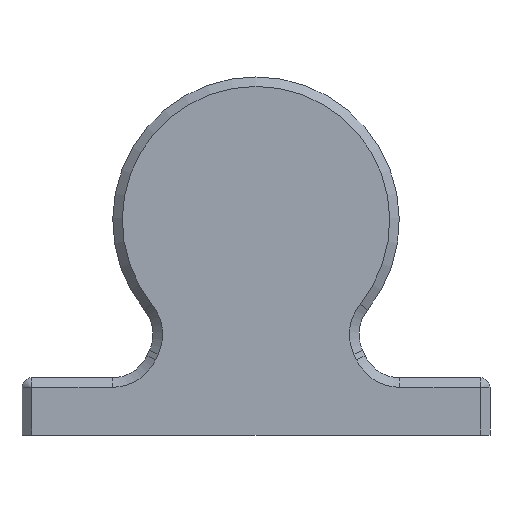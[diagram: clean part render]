
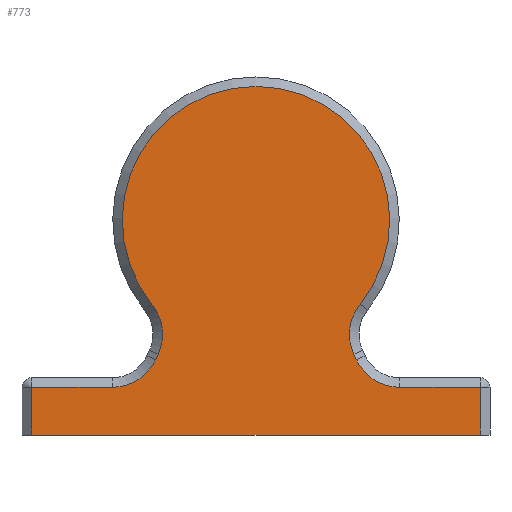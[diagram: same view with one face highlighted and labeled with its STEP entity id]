
A CAD part, front view. The second image highlights one B-rep face of the part: STEP entity #773.
In plain terms, the highlighted planar face has unit normal (0, -1, 0).
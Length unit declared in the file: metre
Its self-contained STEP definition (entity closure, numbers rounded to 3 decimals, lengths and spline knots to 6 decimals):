
#47=LINE('',#1226,#115);
#67=LINE('',#1281,#135);
#68=LINE('',#1284,#136);
#69=LINE('',#1285,#137);
#70=LINE('',#1287,#138);
#71=LINE('',#1291,#139);
#72=LINE('',#1299,#140);
#115=VECTOR('',#961,1.);
#135=VECTOR('',#1005,1.);
#136=VECTOR('',#1006,1.);
#137=VECTOR('',#1007,1.);
#138=VECTOR('',#1008,1.);
#139=VECTOR('',#1011,1.);
#140=VECTOR('',#1018,1.);
#175=PLANE('',#852);
#242=ORIENTED_EDGE('',*,*,#451,.T.);
#243=ORIENTED_EDGE('',*,*,#452,.T.);
#244=ORIENTED_EDGE('',*,*,#424,.T.);
#245=ORIENTED_EDGE('',*,*,#453,.T.);
#246=ORIENTED_EDGE('',*,*,#454,.T.);
#247=ORIENTED_EDGE('',*,*,#455,.T.);
#248=ORIENTED_EDGE('',*,*,#456,.T.);
#249=ORIENTED_EDGE('',*,*,#457,.T.);
#250=ORIENTED_EDGE('',*,*,#458,.T.);
#251=ORIENTED_EDGE('',*,*,#459,.T.);
#252=ORIENTED_EDGE('',*,*,#460,.T.);
#253=ORIENTED_EDGE('',*,*,#461,.T.);
#424=EDGE_CURVE('',#531,#530,#47,.T.);
#451=EDGE_CURVE('',#554,#555,#67,.T.);
#452=EDGE_CURVE('',#555,#531,#68,.T.);
#453=EDGE_CURVE('',#530,#556,#69,.T.);
#454=EDGE_CURVE('',#556,#557,#70,.T.);
#455=EDGE_CURVE('',#557,#558,#587,.F.);
#456=EDGE_CURVE('',#558,#559,#71,.T.);
#457=EDGE_CURVE('',#559,#560,#588,.F.);
#458=EDGE_CURVE('',#560,#561,#589,.T.);
#459=EDGE_CURVE('',#561,#562,#590,.F.);
#460=EDGE_CURVE('',#562,#563,#72,.T.);
#461=EDGE_CURVE('',#563,#554,#591,.F.);
#530=VERTEX_POINT('',#1225);
#531=VERTEX_POINT('',#1227);
#554=VERTEX_POINT('',#1282);
#555=VERTEX_POINT('',#1283);
#556=VERTEX_POINT('',#1286);
#557=VERTEX_POINT('',#1288);
#558=VERTEX_POINT('',#1290);
#559=VERTEX_POINT('',#1292);
#560=VERTEX_POINT('',#1294);
#561=VERTEX_POINT('',#1296);
#562=VERTEX_POINT('',#1298);
#563=VERTEX_POINT('',#1300);
#587=CIRCLE('',#853,0.01);
#588=CIRCLE('',#854,0.01);
#589=CIRCLE('',#855,0.028);
#590=CIRCLE('',#856,0.01);
#591=CIRCLE('',#857,0.01);
#628=EDGE_LOOP('',(#242,#243,#244,#245,#246,#247,#248,#249,#250,#251,#252,
#253));
#698=FACE_BOUND('',#628,.T.);
#773=ADVANCED_FACE('',(#698),#175,.T.);
#852=AXIS2_PLACEMENT_3D('',#1280,#1003,#1004);
#853=AXIS2_PLACEMENT_3D('',#1289,#1009,#1010);
#854=AXIS2_PLACEMENT_3D('',#1293,#1012,#1013);
#855=AXIS2_PLACEMENT_3D('',#1295,#1014,#1015);
#856=AXIS2_PLACEMENT_3D('',#1297,#1016,#1017);
#857=AXIS2_PLACEMENT_3D('',#1301,#1019,#1020);
#961=DIRECTION('',(1.,0.,0.));
#1003=DIRECTION('',(0.,-1.,0.));
#1004=DIRECTION('',(1.,0.,0.));
#1005=DIRECTION('',(-1.,0.,0.));
#1006=DIRECTION('',(0.,0.,-1.));
#1007=DIRECTION('',(0.,0.,1.));
#1008=DIRECTION('',(-1.,0.,0.));
#1009=DIRECTION('',(0.,-1.,0.));
#1010=DIRECTION('',(0.,0.,-1.));
#1011=DIRECTION('',(-0.424,0.,0.906));
#1012=DIRECTION('',(0.,-1.,0.));
#1013=DIRECTION('',(0.,0.,-1.));
#1014=DIRECTION('',(0.,-1.,0.));
#1015=DIRECTION('',(0.,0.,-1.));
#1016=DIRECTION('',(0.,-1.,0.));
#1017=DIRECTION('',(0.,0.,-1.));
#1018=DIRECTION('',(-0.424,0.,-0.906));
#1019=DIRECTION('',(0.,-1.,0.));
#1020=DIRECTION('',(0.,0.,-1.));
#1225=CARTESIAN_POINT('',(0.047,-0.051,-0.045));
#1226=CARTESIAN_POINT('',(-0.0245,-0.051,-0.045));
#1227=CARTESIAN_POINT('',(-0.047,-0.051,-0.045));
#1280=CARTESIAN_POINT('',(0.,-0.051,-0.0075));
#1281=CARTESIAN_POINT('',(-0.047,-0.051,-0.035));
#1282=CARTESIAN_POINT('',(-0.030086,-0.051,-0.035));
#1283=CARTESIAN_POINT('',(-0.047,-0.051,-0.035));
#1284=CARTESIAN_POINT('',(-0.047,-0.051,-0.0075));
#1285=CARTESIAN_POINT('',(0.047,-0.051,-0.035));
#1286=CARTESIAN_POINT('',(0.047,-0.051,-0.035));
#1287=CARTESIAN_POINT('',(0.,-0.051,-0.035));
#1288=CARTESIAN_POINT('',(0.030086,-0.051,-0.035));
#1289=CARTESIAN_POINT('',(0.030086,-0.051,-0.025));
#1290=CARTESIAN_POINT('',(0.021031,-0.051,-0.029243));
#1291=CARTESIAN_POINT('',(0.008892,-0.051,-0.003334));
#1292=CARTESIAN_POINT('',(0.020505,-0.051,-0.028121));
#1293=CARTESIAN_POINT('',(0.029561,-0.051,-0.023878));
#1294=CARTESIAN_POINT('',(0.021782,-0.051,-0.017594));
#1295=CARTESIAN_POINT('',(0.,-0.051,0.));
#1296=CARTESIAN_POINT('',(-0.021782,-0.051,-0.017594));
#1297=CARTESIAN_POINT('',(-0.029561,-0.051,-0.023878));
#1298=CARTESIAN_POINT('',(-0.020505,-0.051,-0.028121));
#1299=CARTESIAN_POINT('',(-0.021031,-0.051,-0.029243));
#1300=CARTESIAN_POINT('',(-0.021031,-0.051,-0.029243));
#1301=CARTESIAN_POINT('',(-0.030086,-0.051,-0.025));
